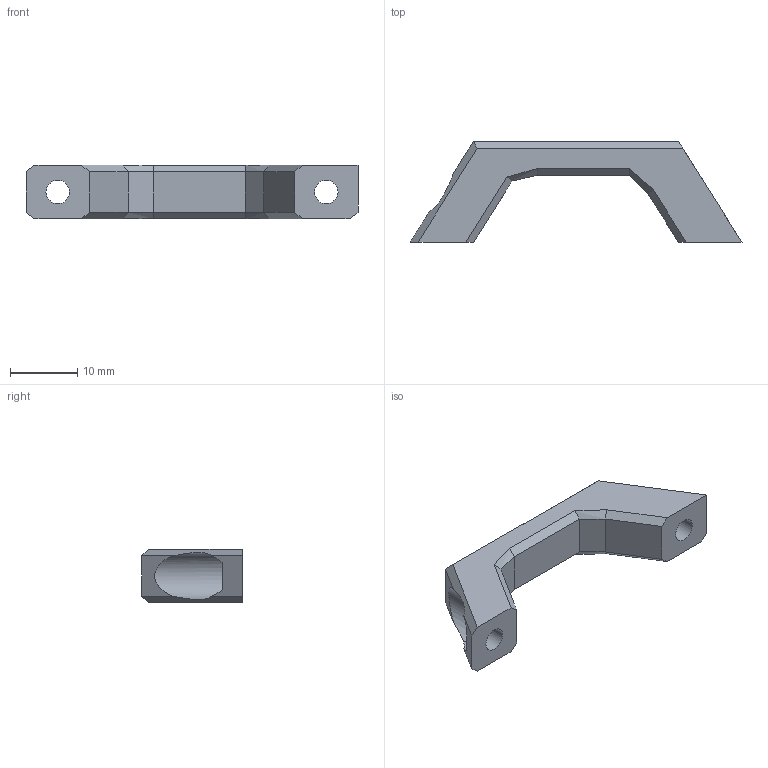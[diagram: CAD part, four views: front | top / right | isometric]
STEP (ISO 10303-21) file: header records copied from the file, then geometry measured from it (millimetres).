
FILE_DESCRIPTION (( 'STEP AP214' ), '1' );
FILE_NAME ('cable bracket.STEP', '2025-02-14T15:14:48', ( '' ), ( '' ), 'SwSTEP 2.0', 'SolidWorks 2023', '' );
FILE_SCHEMA (( 'AUTOMOTIVE_DESIGN' ));
Length unit declared in the file: millimetre
Products named in the file (1): cable bracket
Bounding box: 49.46 x 15 x 8 mm (x, y, z)
Volume: 2381.4 mm3; surface area: 1765.9 mm2
Topology: 1 solids, 1 shells, 40 faces, 103 edges, 65 vertices
Faces by surface type: plane 26, cylinder 10, bspline 4
Entity records: 1216 total; most frequent: CARTESIAN_POINT 265, ORIENTED_EDGE 206, DIRECTION 171, EDGE_CURVE 103, VECTOR 69, LINE 69, VERTEX_POINT 65, AXIS2_PLACEMENT_3D 51
